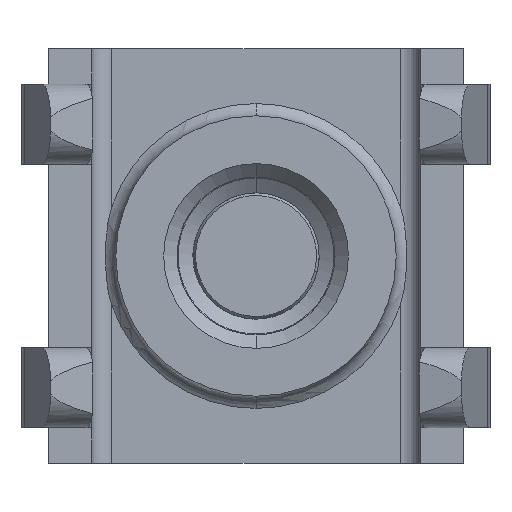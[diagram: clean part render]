
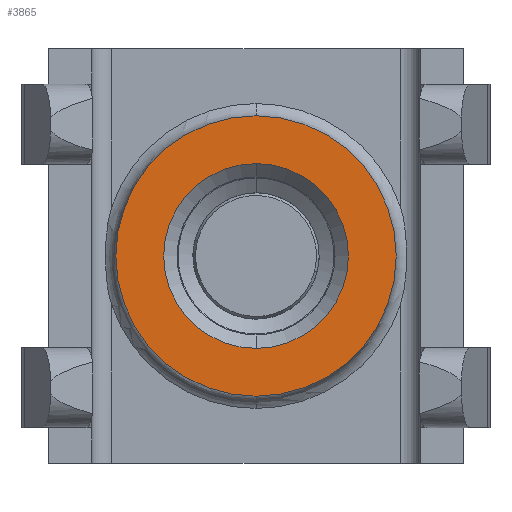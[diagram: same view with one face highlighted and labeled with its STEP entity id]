
A CAD part, front view. The second image highlights one B-rep face of the part: STEP entity #3865.
In plain terms, the highlighted planar face has unit normal (0, -1, 0).
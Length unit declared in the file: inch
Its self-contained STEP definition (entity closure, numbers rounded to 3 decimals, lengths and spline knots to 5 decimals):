
#116 = CARTESIAN_POINT ( 'NONE',  ( 0.08388, 0.11673, 0.08318 ) ) ;
#167 = DIRECTION ( 'NONE',  ( 0., 1., 0. ) ) ;
#430 = ORIENTED_EDGE ( 'NONE', *, *, #6039, .T. ) ;
#524 = AXIS2_PLACEMENT_3D ( 'NONE', #10315, #5524, #659 ) ;
#579 = ORIENTED_EDGE ( 'NONE', *, *, #767, .F. ) ;
#659 = DIRECTION ( 'NONE',  ( 0., 0., 1. ) ) ;
#767 = EDGE_CURVE ( 'NONE', #1201, #5794, #1294, .T. ) ;
#835 = CARTESIAN_POINT ( 'NONE',  ( 0.08388, 0.11673, -0.02166 ) ) ;
#932 = FACE_OUTER_BOUND ( 'NONE', #7779, .T. ) ;
#1201 = VERTEX_POINT ( 'NONE', #116 ) ;
#1294 = CIRCLE ( 'NONE', #5907, 0.10483 ) ;
#1641 = DIRECTION ( 'NONE',  ( 0., 0., 1. ) ) ;
#1744 = DIRECTION ( 'NONE',  ( 0., 1., 0. ) ) ;
#2393 = DIRECTION ( 'NONE',  ( 0., 0., 1. ) ) ;
#2813 = CARTESIAN_POINT ( 'NONE',  ( 0.08388, 0.11673, -0.02166 ) ) ;
#3008 = CIRCLE ( 'NONE', #8706, 0.06906 ) ;
#3610 = DIRECTION ( 'NONE',  ( 0., 0., 1. ) ) ;
#3650 = CIRCLE ( 'NONE', #524, 0.10483 ) ;
#3865 = ADVANCED_FACE ( 'NONE', ( #4970, #932 ), #6064, .F. ) ;
#4018 = CARTESIAN_POINT ( 'NONE',  ( 0.08388, 0.11673, -0.09071 ) ) ;
#4135 = AXIS2_PLACEMENT_3D ( 'NONE', #8857, #1744, #5960 ) ;
#4178 = ORIENTED_EDGE ( 'NONE', *, *, #6980, .F. ) ;
#4958 = CARTESIAN_POINT ( 'NONE',  ( 0.08388, 0.11673, 0.0474 ) ) ;
#4970 = FACE_BOUND ( 'NONE', #10267, .T. ) ;
#5262 = AXIS2_PLACEMENT_3D ( 'NONE', #835, #6492, #1641 ) ;
#5524 = DIRECTION ( 'NONE',  ( 0., 1., 0. ) ) ;
#5794 = VERTEX_POINT ( 'NONE', #8662 ) ;
#5907 = AXIS2_PLACEMENT_3D ( 'NONE', #7761, #167, #2393 ) ;
#5960 = DIRECTION ( 'NONE',  ( 0., 0., 1. ) ) ;
#6039 = EDGE_CURVE ( 'NONE', #8470, #10364, #6235, .T. ) ;
#6064 = PLANE ( 'NONE',  #4135 ) ;
#6235 = CIRCLE ( 'NONE', #5262, 0.06906 ) ;
#6492 = DIRECTION ( 'NONE',  ( 0., 1., 0. ) ) ;
#6980 = EDGE_CURVE ( 'NONE', #5794, #1201, #3650, .T. ) ;
#7533 = EDGE_CURVE ( 'NONE', #10364, #8470, #3008, .T. ) ;
#7739 = ORIENTED_EDGE ( 'NONE', *, *, #7533, .T. ) ;
#7761 = CARTESIAN_POINT ( 'NONE',  ( 0.08388, 0.11673, -0.02166 ) ) ;
#7779 = EDGE_LOOP ( 'NONE', ( #579, #4178 ) ) ;
#8464 = DIRECTION ( 'NONE',  ( 0., 1., 0. ) ) ;
#8470 = VERTEX_POINT ( 'NONE', #4018 ) ;
#8662 = CARTESIAN_POINT ( 'NONE',  ( 0.08388, 0.11673, -0.12649 ) ) ;
#8706 = AXIS2_PLACEMENT_3D ( 'NONE', #2813, #8464, #3610 ) ;
#8857 = CARTESIAN_POINT ( 'NONE',  ( 0.08388, 0.11673, -0.08071 ) ) ;
#10267 = EDGE_LOOP ( 'NONE', ( #430, #7739 ) ) ;
#10315 = CARTESIAN_POINT ( 'NONE',  ( 0.08388, 0.11673, -0.02166 ) ) ;
#10364 = VERTEX_POINT ( 'NONE', #4958 ) ;
